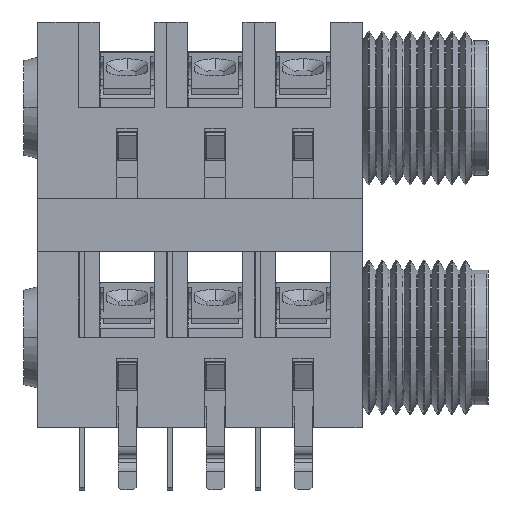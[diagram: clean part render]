
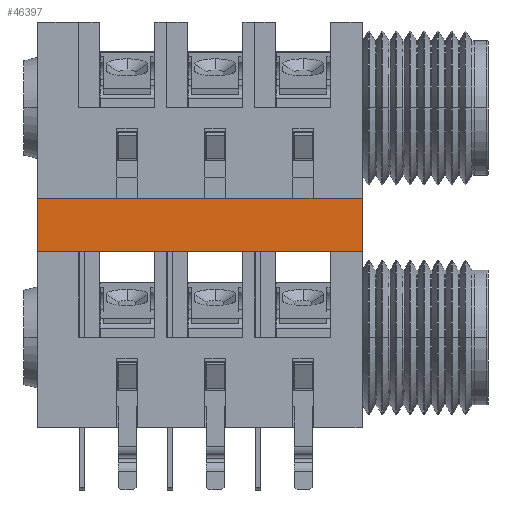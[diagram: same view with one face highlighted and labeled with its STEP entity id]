
A CAD part, front view. The second image highlights one B-rep face of the part: STEP entity #46397.
In plain terms, the highlighted face is planar.
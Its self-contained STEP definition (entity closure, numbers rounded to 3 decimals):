
#40093 = PLANE('',#40094);
#40094 = AXIS2_PLACEMENT_3D('',#40095,#40096,#40097);
#40095 = CARTESIAN_POINT('',(0.,0.,-3.125));
#40096 = DIRECTION('',(0.,0.,1.));
#40097 = DIRECTION('',(1.,0.,-0.));
#40692 = PLANE('',#40693);
#40693 = AXIS2_PLACEMENT_3D('',#40694,#40695,#40696);
#40694 = CARTESIAN_POINT('',(0.,0.,0.725));
#40695 = DIRECTION('',(0.,0.,1.));
#40696 = DIRECTION('',(1.,0.,-0.));
#46397 = ADVANCED_FACE('',(#46398),#46412,.T.);
#46398 = FACE_BOUND('',#46399,.T.);
#46399 = EDGE_LOOP('',(#46400,#46430,#46458,#46481));
#46400 = ORIENTED_EDGE('',*,*,#46401,.T.);
#46401 = EDGE_CURVE('',#46402,#46404,#46406,.T.);
#46402 = VERTEX_POINT('',#46403);
#46403 = CARTESIAN_POINT('',(-11.7,8.,0.725));
#46404 = VERTEX_POINT('',#46405);
#46405 = CARTESIAN_POINT('',(11.7,8.,0.725));
#46406 = SURFACE_CURVE('',#46407,(#46411,#46423),.PCURVE_S1.);
#46407 = LINE('',#46408,#46409);
#46408 = CARTESIAN_POINT('',(-11.7,8.,0.725));
#46409 = VECTOR('',#46410,1.);
#46410 = DIRECTION('',(1.,0.,0.));
#46411 = PCURVE('',#46412,#46417);
#46412 = PLANE('',#46413);
#46413 = AXIS2_PLACEMENT_3D('',#46414,#46415,#46416);
#46414 = CARTESIAN_POINT('',(-11.7,8.,-3.125));
#46415 = DIRECTION('',(0.,1.,0.));
#46416 = DIRECTION('',(0.,-0.,1.));
#46417 = DEFINITIONAL_REPRESENTATION('',(#46418),#46422);
#46418 = LINE('',#46419,#46420);
#46419 = CARTESIAN_POINT('',(3.85,0.));
#46420 = VECTOR('',#46421,1.);
#46421 = DIRECTION('',(0.,1.));
#46422 = ( GEOMETRIC_REPRESENTATION_CONTEXT(2) 
PARAMETRIC_REPRESENTATION_CONTEXT() REPRESENTATION_CONTEXT('2D SPACE',''
  ) );
#46423 = PCURVE('',#40692,#46424);
#46424 = DEFINITIONAL_REPRESENTATION('',(#46425),#46429);
#46425 = LINE('',#46426,#46427);
#46426 = CARTESIAN_POINT('',(-11.7,8.));
#46427 = VECTOR('',#46428,1.);
#46428 = DIRECTION('',(1.,0.));
#46429 = ( GEOMETRIC_REPRESENTATION_CONTEXT(2) 
PARAMETRIC_REPRESENTATION_CONTEXT() REPRESENTATION_CONTEXT('2D SPACE',''
  ) );
#46430 = ORIENTED_EDGE('',*,*,#46431,.F.);
#46431 = EDGE_CURVE('',#46432,#46404,#46434,.T.);
#46432 = VERTEX_POINT('',#46433);
#46433 = CARTESIAN_POINT('',(11.7,8.,-3.125));
#46434 = SURFACE_CURVE('',#46435,(#46439,#46446),.PCURVE_S1.);
#46435 = LINE('',#46436,#46437);
#46436 = CARTESIAN_POINT('',(11.7,8.,-3.125));
#46437 = VECTOR('',#46438,1.);
#46438 = DIRECTION('',(0.,0.,1.));
#46439 = PCURVE('',#46412,#46440);
#46440 = DEFINITIONAL_REPRESENTATION('',(#46441),#46445);
#46441 = LINE('',#46442,#46443);
#46442 = CARTESIAN_POINT('',(0.,23.4));
#46443 = VECTOR('',#46444,1.);
#46444 = DIRECTION('',(1.,0.));
#46445 = ( GEOMETRIC_REPRESENTATION_CONTEXT(2) 
PARAMETRIC_REPRESENTATION_CONTEXT() REPRESENTATION_CONTEXT('2D SPACE',''
  ) );
#46446 = PCURVE('',#46447,#46452);
#46447 = PLANE('',#46448);
#46448 = AXIS2_PLACEMENT_3D('',#46449,#46450,#46451);
#46449 = CARTESIAN_POINT('',(11.7,8.,-3.125));
#46450 = DIRECTION('',(1.,0.,0.));
#46451 = DIRECTION('',(0.,0.,-1.));
#46452 = DEFINITIONAL_REPRESENTATION('',(#46453),#46457);
#46453 = LINE('',#46454,#46455);
#46454 = CARTESIAN_POINT('',(0.,0.));
#46455 = VECTOR('',#46456,1.);
#46456 = DIRECTION('',(-1.,0.));
#46457 = ( GEOMETRIC_REPRESENTATION_CONTEXT(2) 
PARAMETRIC_REPRESENTATION_CONTEXT() REPRESENTATION_CONTEXT('2D SPACE',''
  ) );
#46458 = ORIENTED_EDGE('',*,*,#46459,.T.);
#46459 = EDGE_CURVE('',#46432,#46460,#46462,.T.);
#46460 = VERTEX_POINT('',#46461);
#46461 = CARTESIAN_POINT('',(-11.7,8.,-3.125));
#46462 = SURFACE_CURVE('',#46463,(#46467,#46474),.PCURVE_S1.);
#46463 = LINE('',#46464,#46465);
#46464 = CARTESIAN_POINT('',(11.7,8.,-3.125));
#46465 = VECTOR('',#46466,1.);
#46466 = DIRECTION('',(-1.,0.,0.));
#46467 = PCURVE('',#46412,#46468);
#46468 = DEFINITIONAL_REPRESENTATION('',(#46469),#46473);
#46469 = LINE('',#46470,#46471);
#46470 = CARTESIAN_POINT('',(0.,23.4));
#46471 = VECTOR('',#46472,1.);
#46472 = DIRECTION('',(0.,-1.));
#46473 = ( GEOMETRIC_REPRESENTATION_CONTEXT(2) 
PARAMETRIC_REPRESENTATION_CONTEXT() REPRESENTATION_CONTEXT('2D SPACE',''
  ) );
#46474 = PCURVE('',#40093,#46475);
#46475 = DEFINITIONAL_REPRESENTATION('',(#46476),#46480);
#46476 = LINE('',#46477,#46478);
#46477 = CARTESIAN_POINT('',(11.7,8.));
#46478 = VECTOR('',#46479,1.);
#46479 = DIRECTION('',(-1.,0.));
#46480 = ( GEOMETRIC_REPRESENTATION_CONTEXT(2) 
PARAMETRIC_REPRESENTATION_CONTEXT() REPRESENTATION_CONTEXT('2D SPACE',''
  ) );
#46481 = ORIENTED_EDGE('',*,*,#46482,.T.);
#46482 = EDGE_CURVE('',#46460,#46402,#46483,.T.);
#46483 = SURFACE_CURVE('',#46484,(#46488,#46495),.PCURVE_S1.);
#46484 = LINE('',#46485,#46486);
#46485 = CARTESIAN_POINT('',(-11.7,8.,-3.125));
#46486 = VECTOR('',#46487,1.);
#46487 = DIRECTION('',(0.,0.,1.));
#46488 = PCURVE('',#46412,#46489);
#46489 = DEFINITIONAL_REPRESENTATION('',(#46490),#46494);
#46490 = LINE('',#46491,#46492);
#46491 = CARTESIAN_POINT('',(0.,0.));
#46492 = VECTOR('',#46493,1.);
#46493 = DIRECTION('',(1.,0.));
#46494 = ( GEOMETRIC_REPRESENTATION_CONTEXT(2) 
PARAMETRIC_REPRESENTATION_CONTEXT() REPRESENTATION_CONTEXT('2D SPACE',''
  ) );
#46495 = PCURVE('',#46496,#46501);
#46496 = PLANE('',#46497);
#46497 = AXIS2_PLACEMENT_3D('',#46498,#46499,#46500);
#46498 = CARTESIAN_POINT('',(-11.7,-8.,-3.125));
#46499 = DIRECTION('',(-1.,0.,0.));
#46500 = DIRECTION('',(0.,0.,1.));
#46501 = DEFINITIONAL_REPRESENTATION('',(#46502),#46506);
#46502 = LINE('',#46503,#46504);
#46503 = CARTESIAN_POINT('',(0.,16.));
#46504 = VECTOR('',#46505,1.);
#46505 = DIRECTION('',(1.,0.));
#46506 = ( GEOMETRIC_REPRESENTATION_CONTEXT(2) 
PARAMETRIC_REPRESENTATION_CONTEXT() REPRESENTATION_CONTEXT('2D SPACE',''
  ) );
